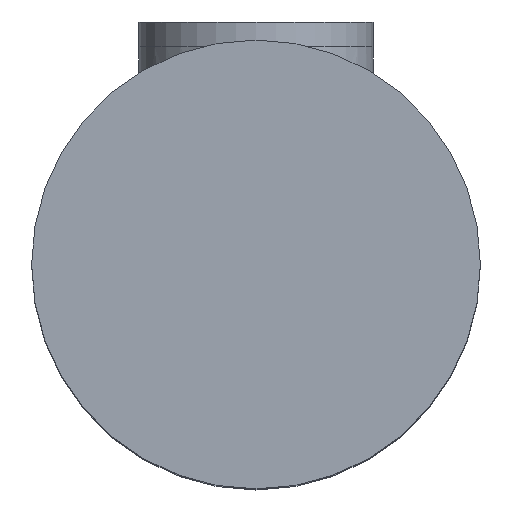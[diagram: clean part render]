
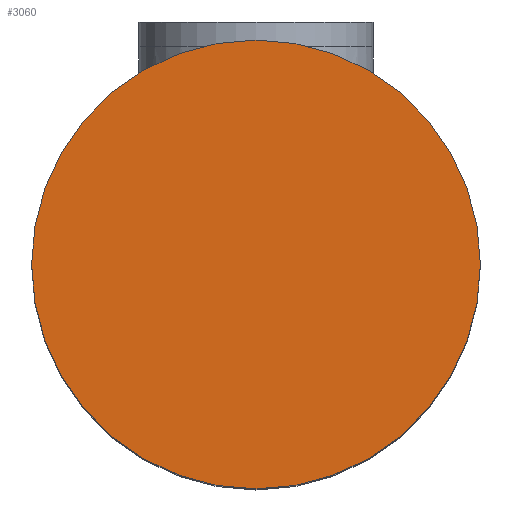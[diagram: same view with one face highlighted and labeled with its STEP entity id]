
A CAD part, top view. The second image highlights one B-rep face of the part: STEP entity #3060.
In plain terms, the highlighted planar face has unit normal (0, 0, 1).
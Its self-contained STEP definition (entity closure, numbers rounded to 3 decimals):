
#2975 = VERTEX_POINT('',#2976);
#2976 = CARTESIAN_POINT('',(182.5,0.,12.));
#2983 = CYLINDRICAL_SURFACE('',#2984,182.5);
#2984 = AXIS2_PLACEMENT_3D('',#2985,#2986,#2987);
#2985 = CARTESIAN_POINT('',(0.,0.,0.));
#2986 = DIRECTION('',(-0.,-0.,-1.));
#2987 = DIRECTION('',(1.,0.,-0.));
#3002 = EDGE_CURVE('',#2975,#2975,#3003,.T.);
#3003 = SURFACE_CURVE('',#3004,(#3009,#3016),.PCURVE_S1.);
#3004 = CIRCLE('',#3005,182.5);
#3005 = AXIS2_PLACEMENT_3D('',#3006,#3007,#3008);
#3006 = CARTESIAN_POINT('',(0.,0.,12.));
#3007 = DIRECTION('',(0.,0.,1.));
#3008 = DIRECTION('',(1.,0.,-0.));
#3009 = PCURVE('',#2983,#3010);
#3010 = DEFINITIONAL_REPRESENTATION('',(#3011),#3015);
#3011 = LINE('',#3012,#3013);
#3012 = CARTESIAN_POINT('',(-0.,-12.));
#3013 = VECTOR('',#3014,1.);
#3014 = DIRECTION('',(-1.,0.));
#3015 = ( GEOMETRIC_REPRESENTATION_CONTEXT(2) 
PARAMETRIC_REPRESENTATION_CONTEXT() REPRESENTATION_CONTEXT('2D SPACE',''
  ) );
#3016 = PCURVE('',#3017,#3022);
#3017 = PLANE('',#3018);
#3018 = AXIS2_PLACEMENT_3D('',#3019,#3020,#3021);
#3019 = CARTESIAN_POINT('',(0.,0.,12.)
  );
#3020 = DIRECTION('',(0.,0.,1.));
#3021 = DIRECTION('',(1.,0.,-0.));
#3022 = DEFINITIONAL_REPRESENTATION('',(#3023),#3027);
#3023 = CIRCLE('',#3024,182.5);
#3024 = AXIS2_PLACEMENT_2D('',#3025,#3026);
#3025 = CARTESIAN_POINT('',(0.,0.));
#3026 = DIRECTION('',(1.,0.));
#3027 = ( GEOMETRIC_REPRESENTATION_CONTEXT(2) 
PARAMETRIC_REPRESENTATION_CONTEXT() REPRESENTATION_CONTEXT('2D SPACE',''
  ) );
#3060 = ADVANCED_FACE('',(#3061),#3017,.T.);
#3061 = FACE_BOUND('',#3062,.T.);
#3062 = EDGE_LOOP('',(#3063));
#3063 = ORIENTED_EDGE('',*,*,#3002,.T.);
